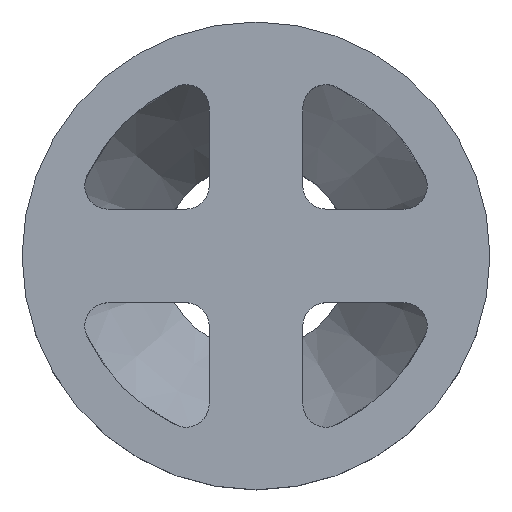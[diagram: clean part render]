
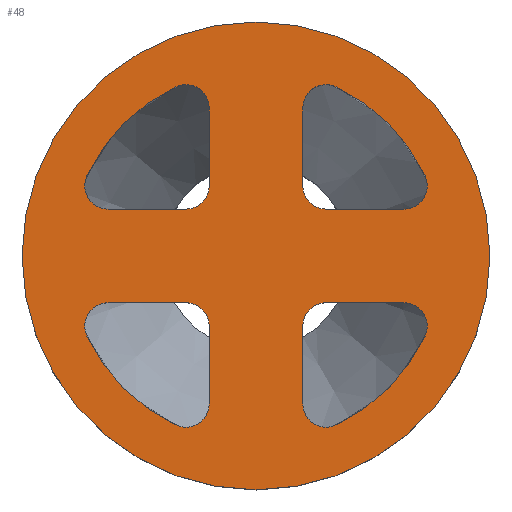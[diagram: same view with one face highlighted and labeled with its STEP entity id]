
A CAD part, top view. The second image highlights one B-rep face of the part: STEP entity #48.
In plain terms, the highlighted planar face has unit normal (0, 0, 1).
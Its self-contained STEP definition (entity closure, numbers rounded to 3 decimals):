
#48=ADVANCED_FACE('',(#77,#79,#81,#83,#85),#87,.T.);
#77=FACE_BOUND('',#78,.T.);
#78=EDGE_LOOP('',(#302));
#79=FACE_BOUND('',#80,.T.);
#80=EDGE_LOOP('',(#303,#304,#305,#306,#307,#308));
#81=FACE_BOUND('',#82,.T.);
#82=EDGE_LOOP('',(#309,#310,#311,#312,#313,#314));
#83=FACE_BOUND('',#84,.T.);
#84=EDGE_LOOP('',(#315,#316,#317,#318,#319,#320));
#85=FACE_BOUND('',#86,.T.);
#86=EDGE_LOOP('',(#321,#322,#323,#324,#325,#326));
#87=PLANE('',#88);
#88=AXIS2_PLACEMENT_3D('',#89,#90,#91);
#89=CARTESIAN_POINT('',(0.,0.,12.));
#90=DIRECTION('',(0.,0.,1.));
#91=DIRECTION('',(-1.,0.,0.));
#302=ORIENTED_EDGE('',*,*,#462,.T.);
#303=ORIENTED_EDGE('',*,*,#463,.F.);
#304=ORIENTED_EDGE('',*,*,#464,.T.);
#305=ORIENTED_EDGE('',*,*,#465,.F.);
#306=ORIENTED_EDGE('',*,*,#466,.T.);
#307=ORIENTED_EDGE('',*,*,#467,.F.);
#308=ORIENTED_EDGE('',*,*,#468,.T.);
#309=ORIENTED_EDGE('',*,*,#469,.F.);
#310=ORIENTED_EDGE('',*,*,#470,.T.);
#311=ORIENTED_EDGE('',*,*,#471,.F.);
#312=ORIENTED_EDGE('',*,*,#472,.T.);
#313=ORIENTED_EDGE('',*,*,#473,.F.);
#314=ORIENTED_EDGE('',*,*,#474,.T.);
#315=ORIENTED_EDGE('',*,*,#475,.F.);
#316=ORIENTED_EDGE('',*,*,#476,.T.);
#317=ORIENTED_EDGE('',*,*,#477,.F.);
#318=ORIENTED_EDGE('',*,*,#478,.T.);
#319=ORIENTED_EDGE('',*,*,#479,.F.);
#320=ORIENTED_EDGE('',*,*,#480,.T.);
#321=ORIENTED_EDGE('',*,*,#481,.F.);
#322=ORIENTED_EDGE('',*,*,#482,.T.);
#323=ORIENTED_EDGE('',*,*,#483,.F.);
#324=ORIENTED_EDGE('',*,*,#484,.T.);
#325=ORIENTED_EDGE('',*,*,#485,.F.);
#326=ORIENTED_EDGE('',*,*,#486,.T.);
#462=EDGE_CURVE('',#542,#542,#543,.T.);
#463=EDGE_CURVE('',#544,#545,#546,.F.);
#464=EDGE_CURVE('',#544,#547,#548,.T.);
#465=EDGE_CURVE('',#549,#547,#550,.F.);
#466=EDGE_CURVE('',#549,#551,#552,.T.);
#467=EDGE_CURVE('',#553,#551,#554,.F.);
#468=EDGE_CURVE('',#553,#545,#555,.F.);
#469=EDGE_CURVE('',#556,#557,#558,.F.);
#470=EDGE_CURVE('',#556,#559,#560,.F.);
#471=EDGE_CURVE('',#561,#559,#562,.F.);
#472=EDGE_CURVE('',#561,#563,#564,.T.);
#473=EDGE_CURVE('',#565,#563,#566,.F.);
#474=EDGE_CURVE('',#565,#557,#567,.T.);
#475=EDGE_CURVE('',#568,#569,#570,.F.);
#476=EDGE_CURVE('',#568,#571,#572,.F.);
#477=EDGE_CURVE('',#573,#571,#574,.F.);
#478=EDGE_CURVE('',#573,#575,#576,.T.);
#479=EDGE_CURVE('',#577,#575,#578,.F.);
#480=EDGE_CURVE('',#577,#569,#579,.T.);
#481=EDGE_CURVE('',#580,#581,#582,.F.);
#482=EDGE_CURVE('',#580,#583,#584,.F.);
#483=EDGE_CURVE('',#585,#583,#586,.F.);
#484=EDGE_CURVE('',#585,#587,#588,.T.);
#485=EDGE_CURVE('',#589,#587,#590,.F.);
#486=EDGE_CURVE('',#589,#581,#591,.T.);
#542=VERTEX_POINT('',#678);
#543=CIRCLE('',#679,5.);
#544=VERTEX_POINT('',#683);
#545=VERTEX_POINT('',#684);
#546=CIRCLE('',#685,0.5);
#547=VERTEX_POINT('',#689);
#548=LINE('',#690,#691);
#549=VERTEX_POINT('',#693);
#550=CIRCLE('',#694,0.5);
#551=VERTEX_POINT('',#698);
#552=LINE('',#699,#700);
#553=VERTEX_POINT('',#702);
#554=CIRCLE('',#703,0.5);
#555=CIRCLE('',#707,4.);
#556=VERTEX_POINT('',#711);
#557=VERTEX_POINT('',#712);
#558=CIRCLE('',#713,0.5);
#559=VERTEX_POINT('',#717);
#560=CIRCLE('',#718,4.);
#561=VERTEX_POINT('',#722);
#562=CIRCLE('',#723,0.5);
#563=VERTEX_POINT('',#727);
#564=LINE('',#728,#729);
#565=VERTEX_POINT('',#731);
#566=CIRCLE('',#732,0.5);
#567=LINE('',#736,#737);
#568=VERTEX_POINT('',#739);
#569=VERTEX_POINT('',#740);
#570=CIRCLE('',#741,0.5);
#571=VERTEX_POINT('',#745);
#572=CIRCLE('',#746,4.);
#573=VERTEX_POINT('',#750);
#574=CIRCLE('',#751,0.5);
#575=VERTEX_POINT('',#755);
#576=LINE('',#756,#757);
#577=VERTEX_POINT('',#759);
#578=CIRCLE('',#760,0.5);
#579=LINE('',#764,#765);
#580=VERTEX_POINT('',#767);
#581=VERTEX_POINT('',#768);
#582=CIRCLE('',#769,0.5);
#583=VERTEX_POINT('',#773);
#584=CIRCLE('',#774,4.);
#585=VERTEX_POINT('',#778);
#586=CIRCLE('',#779,0.5);
#587=VERTEX_POINT('',#783);
#588=LINE('',#784,#785);
#589=VERTEX_POINT('',#787);
#590=CIRCLE('',#788,0.5);
#591=LINE('',#792,#793);
#678=CARTESIAN_POINT('',(-5.,0.,12.));
#679=AXIS2_PLACEMENT_3D('',#680,#681,#682);
#680=CARTESIAN_POINT('',(0.,0.,12.));
#681=DIRECTION('',(0.,0.,1.));
#682=DIRECTION('',(-1.,0.,0.));
#683=CARTESIAN_POINT('',(-3.162,-1.,12.));
#684=CARTESIAN_POINT('',(-3.614,-1.714,12.));
#685=AXIS2_PLACEMENT_3D('',#686,#687,#688);
#686=CARTESIAN_POINT('',(-3.162,-1.5,12.));
#687=DIRECTION('',(0.,0.,-1.));
#688=DIRECTION('',(-0.904,-0.429,0.));
#689=CARTESIAN_POINT('',(-1.5,-1.,12.));
#690=CARTESIAN_POINT('',(-3.162,-1.,12.));
#691=VECTOR('',#692,1.);
#692=DIRECTION('',(1.,0.,0.));
#693=CARTESIAN_POINT('',(-1.,-1.5,12.));
#694=AXIS2_PLACEMENT_3D('',#695,#696,#697);
#695=CARTESIAN_POINT('',(-1.5,-1.5,12.));
#696=DIRECTION('',(0.,0.,-1.));
#697=DIRECTION('',(0.,1.,0.));
#698=CARTESIAN_POINT('',(-1.,-3.162,12.));
#699=CARTESIAN_POINT('',(-1.,-1.5,12.));
#700=VECTOR('',#701,1.);
#701=DIRECTION('',(0.,-1.,0.));
#702=CARTESIAN_POINT('',(-1.714,-3.614,12.));
#703=AXIS2_PLACEMENT_3D('',#704,#705,#706);
#704=CARTESIAN_POINT('',(-1.5,-3.162,12.));
#705=DIRECTION('',(0.,0.,-1.));
#706=DIRECTION('',(1.,0.,0.));
#707=AXIS2_PLACEMENT_3D('',#708,#709,#710);
#708=CARTESIAN_POINT('',(0.,0.,12.));
#709=DIRECTION('',(0.,0.,1.));
#710=DIRECTION('',(-0.904,-0.429,0.));
#711=CARTESIAN_POINT('',(3.614,-1.714,12.));
#712=CARTESIAN_POINT('',(3.162,-1.,12.));
#713=AXIS2_PLACEMENT_3D('',#714,#715,#716);
#714=CARTESIAN_POINT('',(3.162,-1.5,12.));
#715=DIRECTION('',(0.,0.,-1.));
#716=DIRECTION('',(0.,1.,0.));
#717=CARTESIAN_POINT('',(1.714,-3.614,12.));
#718=AXIS2_PLACEMENT_3D('',#719,#720,#721);
#719=CARTESIAN_POINT('',(0.,0.,12.));
#720=DIRECTION('',(0.,0.,1.));
#721=DIRECTION('',(0.429,-0.904,0.));
#722=CARTESIAN_POINT('',(1.,-3.162,12.));
#723=AXIS2_PLACEMENT_3D('',#724,#725,#726);
#724=CARTESIAN_POINT('',(1.5,-3.162,12.));
#725=DIRECTION('',(0.,0.,-1.));
#726=DIRECTION('',(0.429,-0.904,0.));
#727=CARTESIAN_POINT('',(1.,-1.5,12.));
#728=CARTESIAN_POINT('',(1.,-3.162,12.));
#729=VECTOR('',#730,1.);
#730=DIRECTION('',(0.,1.,0.));
#731=CARTESIAN_POINT('',(1.5,-1.,12.));
#732=AXIS2_PLACEMENT_3D('',#733,#734,#735);
#733=CARTESIAN_POINT('',(1.5,-1.5,12.));
#734=DIRECTION('',(0.,0.,-1.));
#735=DIRECTION('',(-1.,0.,0.));
#736=CARTESIAN_POINT('',(1.5,-1.,12.));
#737=VECTOR('',#738,1.);
#738=DIRECTION('',(1.,0.,0.));
#739=CARTESIAN_POINT('',(1.714,3.614,12.));
#740=CARTESIAN_POINT('',(1.,3.162,12.));
#741=AXIS2_PLACEMENT_3D('',#742,#743,#744);
#742=CARTESIAN_POINT('',(1.5,3.162,12.));
#743=DIRECTION('',(0.,0.,-1.));
#744=DIRECTION('',(-1.,0.,0.));
#745=CARTESIAN_POINT('',(3.614,1.714,12.));
#746=AXIS2_PLACEMENT_3D('',#747,#748,#749);
#747=CARTESIAN_POINT('',(0.,0.,12.));
#748=DIRECTION('',(0.,0.,1.));
#749=DIRECTION('',(0.904,0.429,0.));
#750=CARTESIAN_POINT('',(3.162,1.,12.));
#751=AXIS2_PLACEMENT_3D('',#752,#753,#754);
#752=CARTESIAN_POINT('',(3.162,1.5,12.));
#753=DIRECTION('',(0.,0.,-1.));
#754=DIRECTION('',(0.904,0.429,0.));
#755=CARTESIAN_POINT('',(1.5,1.,12.));
#756=CARTESIAN_POINT('',(3.162,1.,12.));
#757=VECTOR('',#758,1.);
#758=DIRECTION('',(-1.,0.,0.));
#759=CARTESIAN_POINT('',(1.,1.5,12.));
#760=AXIS2_PLACEMENT_3D('',#761,#762,#763);
#761=CARTESIAN_POINT('',(1.5,1.5,12.));
#762=DIRECTION('',(0.,0.,-1.));
#763=DIRECTION('',(0.,-1.,0.));
#764=CARTESIAN_POINT('',(1.,1.5,12.));
#765=VECTOR('',#766,1.);
#766=DIRECTION('',(0.,1.,0.));
#767=CARTESIAN_POINT('',(-3.614,1.714,12.));
#768=CARTESIAN_POINT('',(-3.162,1.,12.));
#769=AXIS2_PLACEMENT_3D('',#770,#771,#772);
#770=CARTESIAN_POINT('',(-3.162,1.5,12.));
#771=DIRECTION('',(0.,0.,-1.));
#772=DIRECTION('',(0.,-1.,0.));
#773=CARTESIAN_POINT('',(-1.714,3.614,12.));
#774=AXIS2_PLACEMENT_3D('',#775,#776,#777);
#775=CARTESIAN_POINT('',(0.,0.,12.));
#776=DIRECTION('',(0.,0.,1.));
#777=DIRECTION('',(-0.429,0.904,0.));
#778=CARTESIAN_POINT('',(-1.,3.162,12.));
#779=AXIS2_PLACEMENT_3D('',#780,#781,#782);
#780=CARTESIAN_POINT('',(-1.5,3.162,12.));
#781=DIRECTION('',(0.,0.,-1.));
#782=DIRECTION('',(-0.429,0.904,0.));
#783=CARTESIAN_POINT('',(-1.,1.5,12.));
#784=CARTESIAN_POINT('',(-1.,3.162,12.));
#785=VECTOR('',#786,1.);
#786=DIRECTION('',(0.,-1.,0.));
#787=CARTESIAN_POINT('',(-1.5,1.,12.));
#788=AXIS2_PLACEMENT_3D('',#789,#790,#791);
#789=CARTESIAN_POINT('',(-1.5,1.5,12.));
#790=DIRECTION('',(0.,0.,-1.));
#791=DIRECTION('',(1.,0.,0.));
#792=CARTESIAN_POINT('',(-1.5,1.,12.));
#793=VECTOR('',#794,1.);
#794=DIRECTION('',(-1.,0.,0.));
